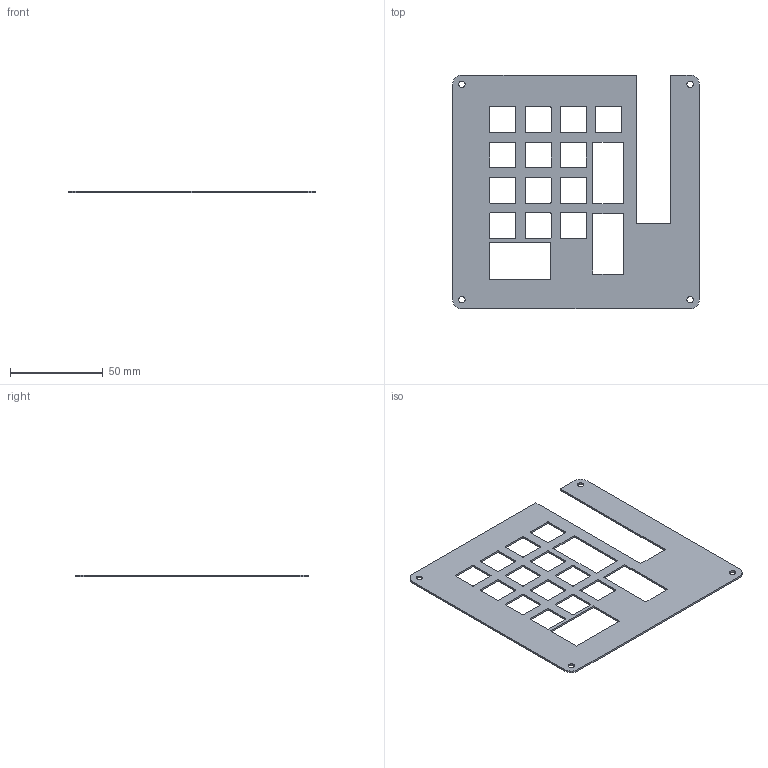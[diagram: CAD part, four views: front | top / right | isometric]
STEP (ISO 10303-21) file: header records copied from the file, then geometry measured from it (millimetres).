
FILE_DESCRIPTION(/* description */ (''),/* implementation_level */ '2;1');
FILE_NAME(/* name */ 'hackpad top v5.step',/* time_stamp */ '2025-07-06T17:09:57-04:00',/* author */ (''),/* organization */ (''),/* preprocessor_version */ 'ST-DEVELOPER v20.1',/* originating_system */ 'Autodesk Translation Framework v14.10.0.0',/* authorisation */ '');
FILE_SCHEMA (('AUTOMOTIVE_DESIGN { 1 0 10303 214 3 1 1 }'));
Length unit declared in the file: millimetre
Products named in the file (1): hackpad top
Bounding box: 133 x 126 x 1 mm (x, y, z)
Volume: 10926.1 mm3; surface area: 23584.8 mm2
Topology: 1 solids, 1 shells, 134 faces, 396 edges, 264 vertices
Faces by surface type: plane 74, cylinder 60
Full cylindrical faces by diameter (mm): 3.4 x4
Entity records: 4613 total; most frequent: CARTESIAN_POINT 795, ORIENTED_EDGE 792, DIRECTION 786, EDGE_CURVE 396, LINE 276, VECTOR 276, VERTEX_POINT 264, AXIS2_PLACEMENT_3D 255
